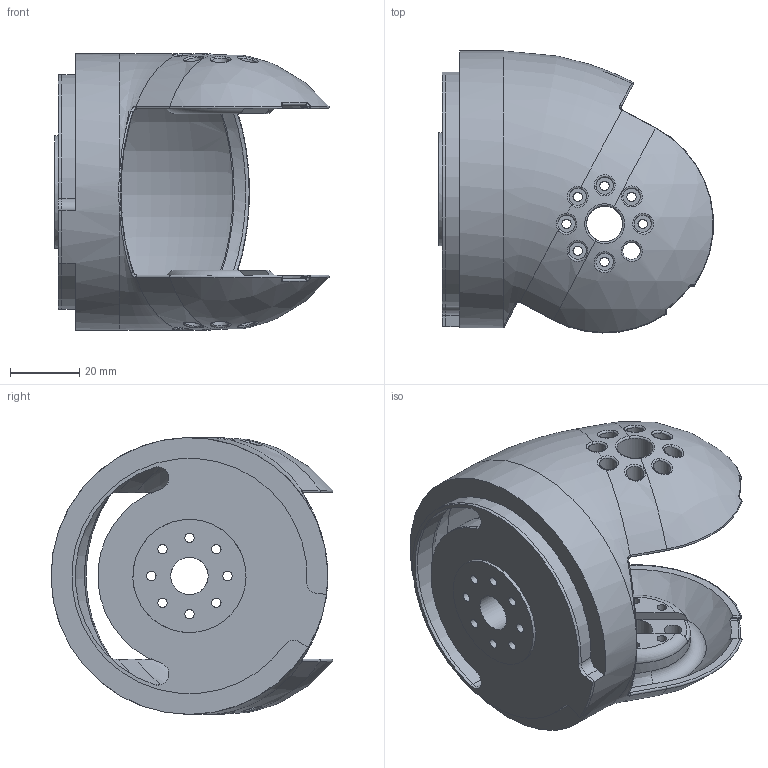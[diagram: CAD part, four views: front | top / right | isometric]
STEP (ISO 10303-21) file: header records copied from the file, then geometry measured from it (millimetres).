
FILE_DESCRIPTION(/* description */ (''),/* implementation_level */ '2;1');
FILE_NAME(/* name */ 'Shoulder_right v4.step',/* time_stamp */ '2018-10-19T17:27:16+11:00',/* author */ ('TaylorY96'),/* organization */ (''),/* preprocessor_version */ 'ST-DEVELOPER v17.2',/* originating_system */ 'Autodesk Translation Framework v7.6.0.251',/* authorisation */ '');
FILE_SCHEMA (('AUTOMOTIVE_DESIGN { 1 0 10303 214 3 1 1 }'));
Length unit declared in the file: millimetre
Products named in the file (1): Shoulder_right
Bounding box: 79.31 x 81.48 x 80 mm (x, y, z)
Volume: 72832.5 mm3; surface area: 50460.3 mm2
Topology: 2 solids, 2 shells, 346 faces, 1011 edges, 681 vertices
Faces by surface type: cylinder 116, plane 109, bspline 78, torus 32, sphere 11
Full cylindrical faces by diameter (mm): 2.7 x22, 5 x24, 10.4 x2, 10.8 x1, 32 x2, 32.7 x2, 75 x1, 80 x1
Entity records: 24150 total; most frequent: CARTESIAN_POINT 14998, ORIENTED_EDGE 2018, DIRECTION 1854, EDGE_CURVE 1009, AXIS2_PLACEMENT_3D 779, VERTEX_POINT 681, CIRCLE 499, EDGE_LOOP 420
